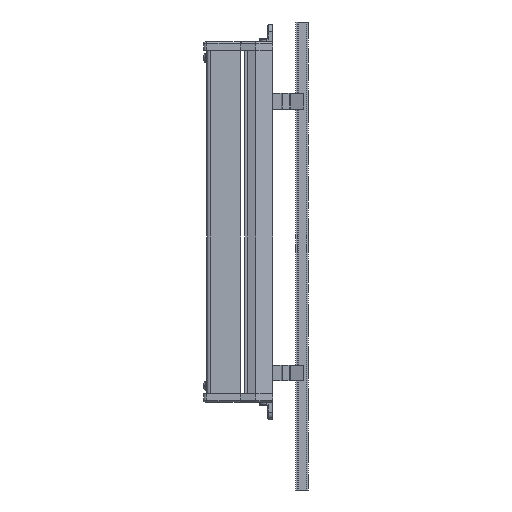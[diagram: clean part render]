
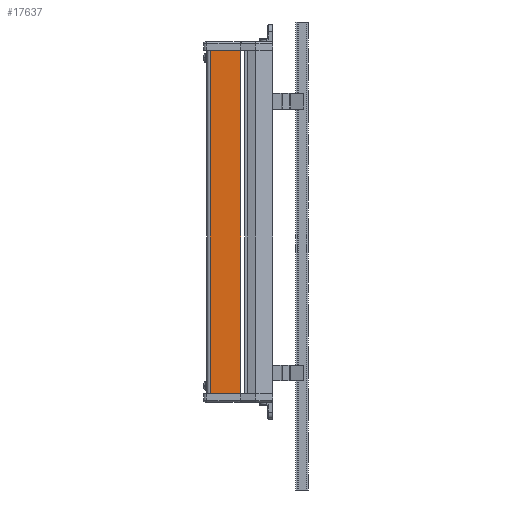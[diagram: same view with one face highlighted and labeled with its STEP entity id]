
A CAD part, left-side view. The second image highlights one B-rep face of the part: STEP entity #17637.
In plain terms, the highlighted face is planar.
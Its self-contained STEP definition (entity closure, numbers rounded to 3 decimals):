
#1379 = LINE ( 'NONE', #34500, #27474 ) ;
#1958 = CARTESIAN_POINT ( 'NONE',  ( 38.821, 26.415, 205. ) ) ;
#4911 = CARTESIAN_POINT ( 'NONE',  ( 38.821, 26.415, 0. ) ) ;
#5162 = AXIS2_PLACEMENT_3D ( 'NONE', #1958, #28896, #29018 ) ;
#5669 = ORIENTED_EDGE ( 'NONE', *, *, #13574, .T. ) ;
#7897 = EDGE_LOOP ( 'NONE', ( #5669, #32761, #30166, #31026 ) ) ;
#8370 = VERTEX_POINT ( 'NONE', #17226 ) ;
#13574 = EDGE_CURVE ( 'NONE', #15561, #25207, #31932, .T. ) ;
#13786 = DIRECTION ( 'NONE',  ( 0., 0., -1. ) ) ;
#15449 = DIRECTION ( 'NONE',  ( 0., 1., 0. ) ) ;
#15561 = VERTEX_POINT ( 'NONE', #16420 ) ;
#15584 = DIRECTION ( 'NONE',  ( 0., 0., -1. ) ) ;
#15926 = VECTOR ( 'NONE', #19695, 1000. ) ;
#16005 = EDGE_CURVE ( 'NONE', #32277, #8370, #1379, .T. ) ;
#16420 = CARTESIAN_POINT ( 'NONE',  ( 38.821, 8.215, 0. ) ) ;
#16458 = LINE ( 'NONE', #24190, #24499 ) ;
#16987 = CARTESIAN_POINT ( 'NONE',  ( 38.821, 26.415, 0. ) ) ;
#17226 = CARTESIAN_POINT ( 'NONE',  ( 38.821, 26.415, 205. ) ) ;
#17637 = ADVANCED_FACE ( 'NONE', ( #20559 ), #26442, .F. ) ;
#19695 = DIRECTION ( 'NONE',  ( 0., 1., 0. ) ) ;
#20559 = FACE_OUTER_BOUND ( 'NONE', #7897, .T. ) ;
#20777 = CARTESIAN_POINT ( 'NONE',  ( 38.821, 26.415, 205. ) ) ;
#24190 = CARTESIAN_POINT ( 'NONE',  ( 38.821, 8.215, 205. ) ) ;
#24499 = VECTOR ( 'NONE', #13786, 1000. ) ;
#25207 = VERTEX_POINT ( 'NONE', #4911 ) ;
#26442 = PLANE ( 'NONE',  #5162 ) ;
#27474 = VECTOR ( 'NONE', #15449, 1000. ) ;
#28434 = LINE ( 'NONE', #20777, #34317 ) ;
#28896 = DIRECTION ( 'NONE',  ( -1., 0., 0. ) ) ;
#29018 = DIRECTION ( 'NONE',  ( 0., 0., 1. ) ) ;
#30020 = EDGE_CURVE ( 'NONE', #32277, #15561, #16458, .T. ) ;
#30166 = ORIENTED_EDGE ( 'NONE', *, *, #16005, .F. ) ;
#31026 = ORIENTED_EDGE ( 'NONE', *, *, #30020, .T. ) ;
#31932 = LINE ( 'NONE', #16987, #15926 ) ;
#32277 = VERTEX_POINT ( 'NONE', #33950 ) ;
#32761 = ORIENTED_EDGE ( 'NONE', *, *, #34182, .F. ) ;
#33950 = CARTESIAN_POINT ( 'NONE',  ( 38.821, 8.215, 205. ) ) ;
#34182 = EDGE_CURVE ( 'NONE', #8370, #25207, #28434, .T. ) ;
#34317 = VECTOR ( 'NONE', #15584, 1000. ) ;
#34500 = CARTESIAN_POINT ( 'NONE',  ( 38.821, 26.415, 205. ) ) ;
